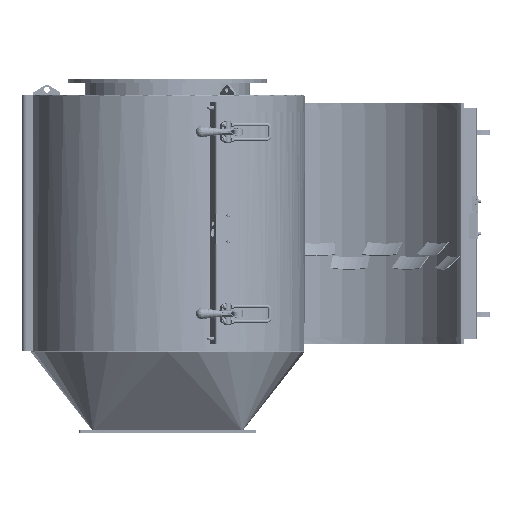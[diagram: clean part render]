
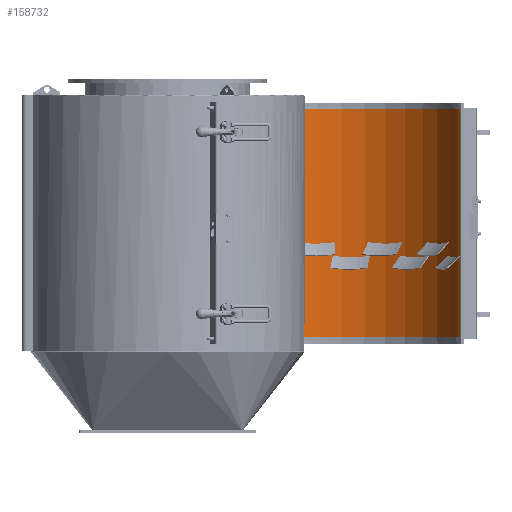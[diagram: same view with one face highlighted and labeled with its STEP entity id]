
A CAD part, front view. The second image highlights one B-rep face of the part: STEP entity #158732.
In plain terms, the highlighted cylindrical face has radius 510 mm (diameter 1020 mm), a partial arc.
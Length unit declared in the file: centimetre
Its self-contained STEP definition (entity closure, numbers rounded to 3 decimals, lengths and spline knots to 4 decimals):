
#10075=LINE('',#258551,#23723);
#10076=LINE('',#258554,#23724);
#23723=VECTOR('',#191809,84.);
#23724=VECTOR('',#191812,84.);
#33426=CYLINDRICAL_SURFACE('',#170075,51.);
#45262=FACE_OUTER_BOUND('',#54838,.T.);
#54838=EDGE_LOOP('',(#118880,#118881,#118882,#118883));
#64639=CIRCLE('',#170076,51.);
#64640=CIRCLE('',#170077,51.);
#71524=VERTEX_POINT('',#258547);
#71525=VERTEX_POINT('',#258548);
#71526=VERTEX_POINT('',#258550);
#71527=VERTEX_POINT('',#258552);
#88848=EDGE_CURVE('',#71524,#71525,#64639,.T.);
#88849=EDGE_CURVE('',#71525,#71526,#10075,.T.);
#88850=EDGE_CURVE('',#71526,#71527,#64640,.T.);
#88851=EDGE_CURVE('',#71527,#71524,#10076,.T.);
#118880=ORIENTED_EDGE('',*,*,#88848,.T.);
#118881=ORIENTED_EDGE('',*,*,#88849,.T.);
#118882=ORIENTED_EDGE('',*,*,#88850,.T.);
#118883=ORIENTED_EDGE('',*,*,#88851,.T.);
#158732=ADVANCED_FACE('',(#45262),#33426,.F.);
#170075=AXIS2_PLACEMENT_3D('',#258546,#191805,#191806);
#170076=AXIS2_PLACEMENT_3D('',#258549,#191807,#191808);
#170077=AXIS2_PLACEMENT_3D('',#258553,#191810,#191811);
#191805=DIRECTION('center_axis',(0.,0.,
1.));
#191806=DIRECTION('ref_axis',(-0.896,0.445,0.));
#191807=DIRECTION('center_axis',(0.,0.,
-1.));
#191808=DIRECTION('ref_axis',(-0.896,0.445,0.));
#191809=DIRECTION('',(0.,0.,1.));
#191810=DIRECTION('center_axis',(0.,0.,
1.));
#191811=DIRECTION('ref_axis',(-0.896,0.445,0.));
#191812=DIRECTION('',(0.,0.,-1.));
#258546=CARTESIAN_POINT('Origin',(57.6954,3.9002,0.));
#258547=CARTESIAN_POINT('',(32.0111,47.9606,-42.));
#258548=CARTESIAN_POINT('',(108.3208,10.0694,-42.));
#258549=CARTESIAN_POINT('Origin',(57.6954,3.9002,-42.));
#258550=CARTESIAN_POINT('',(108.3208,10.0694,42.));
#258551=CARTESIAN_POINT('',(108.3208,10.0694,0.));
#258552=CARTESIAN_POINT('',(32.0111,47.9606,42.));
#258553=CARTESIAN_POINT('Origin',(57.6954,3.9002,42.));
#258554=CARTESIAN_POINT('',(32.0111,47.9606,0.));
